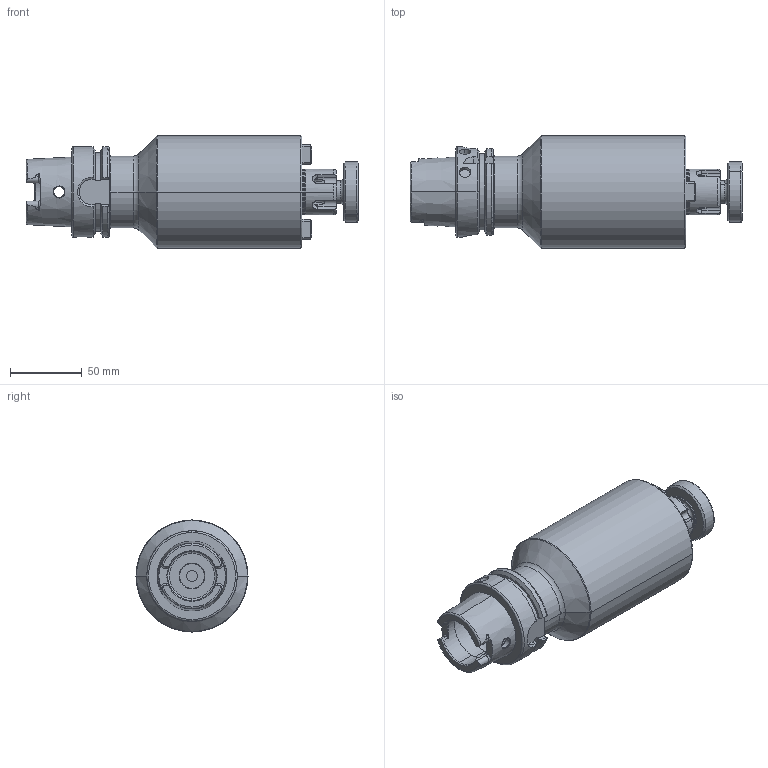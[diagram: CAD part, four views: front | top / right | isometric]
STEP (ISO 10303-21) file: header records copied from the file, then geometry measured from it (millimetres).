
FILE_DESCRIPTION (( 'STEP AP203' ), '1' );
FILE_NAME ('FWA063H-SMX32160.STEP', '2024-09-06T10:17:13', ( '' ), ( '' ), 'SwSTEP 2.0', 'SolidWorks 2024', '' );
FILE_SCHEMA (( 'CONFIG_CONTROL_DESIGN' ));
Length unit declared in the file: millimetre
Products named in the file (6): CCS-M16-32; CCS-M16-32-2; HSKA63SMX32160WW; FWA063H-SMX32160; PLUG KEY 14-32
Assembly tree (6 placements, depth 3):
  FWA063H-SMX32160
    HSKA63SMX32160WW
    CCS-M16-32
      CCS-M16-32
      CCS-M16-32-2
    PLUG KEY 14-32  x2
Bounding box: 231 x 78 x 78 mm (x, y, z)
Volume: 669209.7 mm3; surface area: 75579.3 mm2
Topology: 5 solids, 5 shells, 365 faces, 909 edges, 560 vertices
Faces by surface type: plane 119, cylinder 105, cone 67, torus 52, bspline 14, sphere 8
Entity records: 12619 total; most frequent: CARTESIAN_POINT 4310, ORIENTED_EDGE 1618, DIRECTION 1600, EDGE_CURVE 809, AXIS2_PLACEMENT_3D 647, VERTEX_POINT 502, EDGE_LOOP 357, ADVANCED_FACE 328
